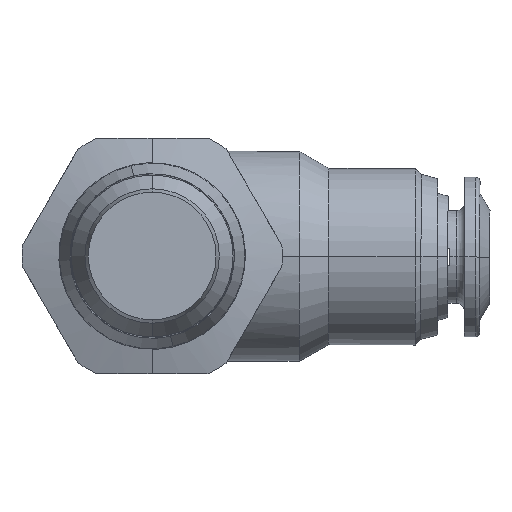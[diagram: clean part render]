
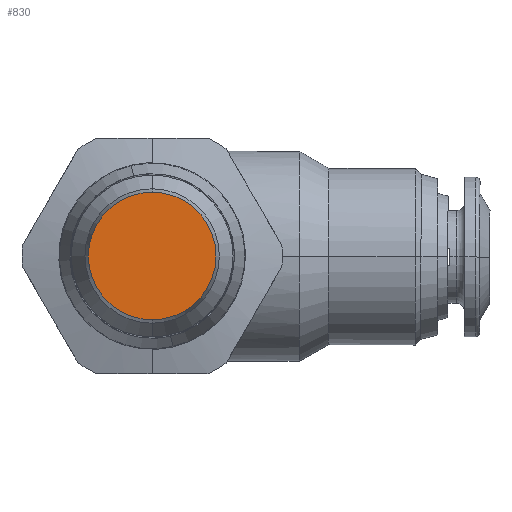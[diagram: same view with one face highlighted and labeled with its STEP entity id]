
A CAD part, front view. The second image highlights one B-rep face of the part: STEP entity #830.
In plain terms, the highlighted planar face has unit normal (0, -1, 0).
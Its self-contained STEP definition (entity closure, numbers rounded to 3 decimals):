
#213 = CIRCLE ( 'NONE', #1638, 3.799 ) ;
#830 = ADVANCED_FACE ( 'NONE', ( #3471 ), #1345, .T. ) ;
#1139 = EDGE_CURVE ( 'NONE', #6682, #6686, #213, .T. ) ;
#1345 = PLANE ( 'NONE',  #6279 ) ;
#1364 = CARTESIAN_POINT ( 'NONE',  ( 0., 0., 0. ) ) ;
#1365 = DIRECTION ( 'NONE',  ( 0., -1., 0. ) ) ;
#1366 = DIRECTION ( 'NONE',  ( 0., 0., -1. ) ) ;
#1485 = EDGE_CURVE ( 'NONE', #6686, #6682, #8387, .T. ) ;
#1638 = AXIS2_PLACEMENT_3D ( 'NONE', #2342, #2343, #2344 ) ;
#1656 = AXIS2_PLACEMENT_3D ( 'NONE', #2428, #2429, #2430 ) ;
#2342 = CARTESIAN_POINT ( 'NONE',  ( 0., 0., 0. ) ) ;
#2343 = DIRECTION ( 'NONE',  ( 0., -1., 0. ) ) ;
#2344 = DIRECTION ( 'NONE',  ( 0., 0., -1. ) ) ;
#2428 = CARTESIAN_POINT ( 'NONE',  ( 0., 0., 0. ) ) ;
#2429 = DIRECTION ( 'NONE',  ( 0., -1., 0. ) ) ;
#2430 = DIRECTION ( 'NONE',  ( 0., 0., -1. ) ) ;
#3213 = CARTESIAN_POINT ( 'NONE',  ( 0., 0., -3.799 ) ) ;
#3217 = CARTESIAN_POINT ( 'NONE',  ( 0., 0., 3.799 ) ) ;
#3471 = FACE_OUTER_BOUND ( 'NONE', #5727, .T. ) ;
#5727 = EDGE_LOOP ( 'NONE', ( #5850, #5851 ) ) ;
#5850 = ORIENTED_EDGE ( 'NONE', *, *, #1485, .T. ) ;
#5851 = ORIENTED_EDGE ( 'NONE', *, *, #1139, .T. ) ;
#6279 = AXIS2_PLACEMENT_3D ( 'NONE', #1364, #1365, #1366 ) ;
#6682 = VERTEX_POINT ( 'NONE', #3213 ) ;
#6686 = VERTEX_POINT ( 'NONE', #3217 ) ;
#8387 = CIRCLE ( 'NONE', #1656, 3.799 ) ;
